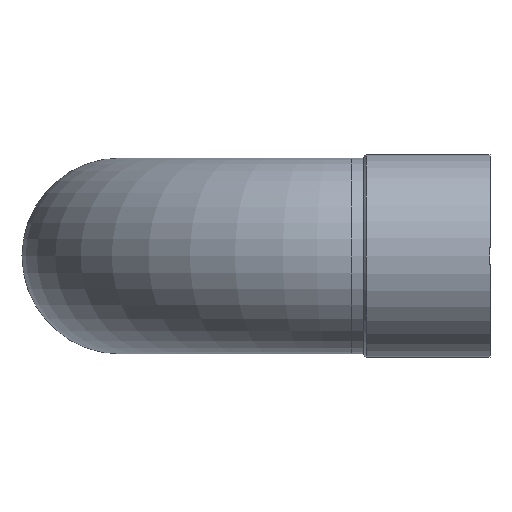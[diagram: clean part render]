
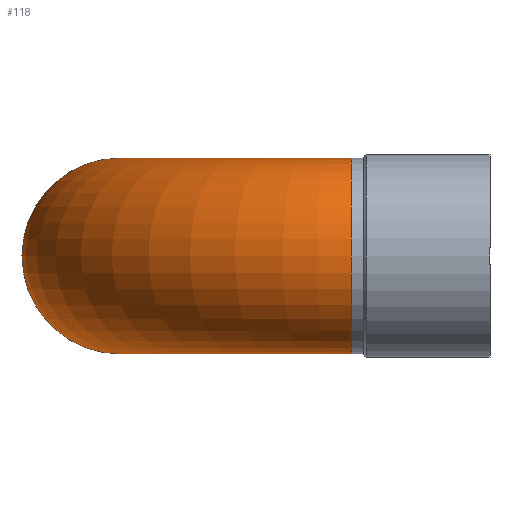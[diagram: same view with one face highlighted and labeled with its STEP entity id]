
A CAD part, left-side view. The second image highlights one B-rep face of the part: STEP entity #118.
In plain terms, the highlighted toroidal (fillet/blend) face has major radius 130 mm and minor radius 55 mm.
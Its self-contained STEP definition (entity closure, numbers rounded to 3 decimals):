
#20=TOROIDAL_SURFACE('',#148,130.,55.);
#39=ORIENTED_EDGE('',*,*,#51,.T.);
#40=ORIENTED_EDGE('',*,*,#50,.F.);
#50=EDGE_CURVE('',#59,#59,#68,.T.);
#51=EDGE_CURVE('',#60,#60,#69,.T.);
#59=VERTEX_POINT('',#214);
#60=VERTEX_POINT('',#217);
#68=CIRCLE('',#147,55.);
#69=CIRCLE('',#149,55.);
#84=EDGE_LOOP('',(#39));
#85=EDGE_LOOP('',(#40));
#102=FACE_BOUND('',#84,.T.);
#103=FACE_BOUND('',#85,.T.);
#118=ADVANCED_FACE('',(#102,#103),#20,.T.);
#147=AXIS2_PLACEMENT_3D('',#213,#181,#182);
#148=AXIS2_PLACEMENT_3D('',#215,#183,#184);
#149=AXIS2_PLACEMENT_3D('',#216,#185,#186);
#181=DIRECTION('',(0.,-1.,0.));
#182=DIRECTION('',(1.,0.,0.));
#183=DIRECTION('',(0.,0.,1.));
#184=DIRECTION('',(1.,0.,0.));
#185=DIRECTION('',(-1.,0.,0.));
#186=DIRECTION('',(0.,-1.,0.));
#213=CARTESIAN_POINT('',(0.,0.,0.));
#214=CARTESIAN_POINT('',(55.,0.,0.));
#215=CARTESIAN_POINT('',(130.,0.,0.));
#216=CARTESIAN_POINT('',(130.,130.,0.));
#217=CARTESIAN_POINT('',(130.,75.,0.));
